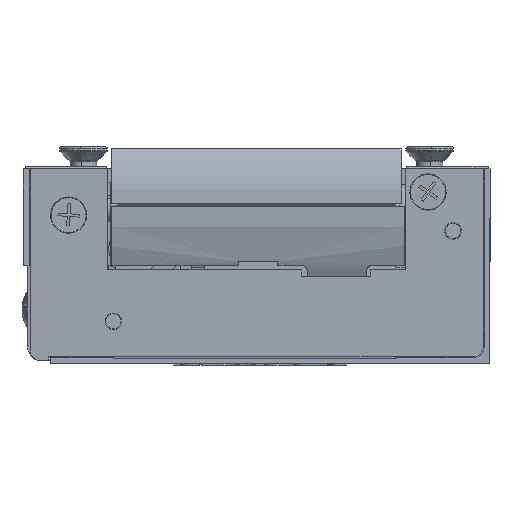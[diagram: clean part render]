
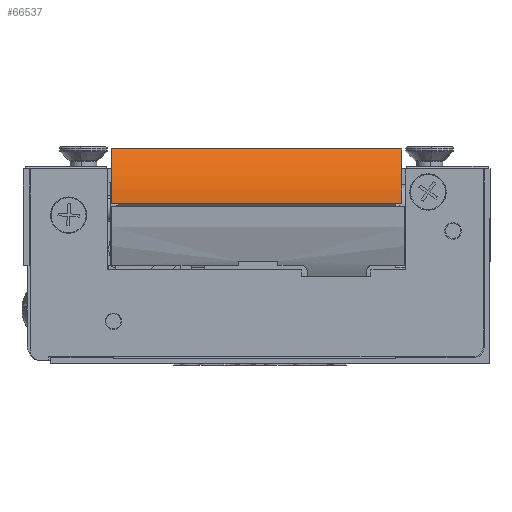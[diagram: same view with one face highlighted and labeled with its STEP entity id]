
A CAD part, left-side view. The second image highlights one B-rep face of the part: STEP entity #66537.
In plain terms, the highlighted cylindrical face has radius 13.7 mm (diameter 27.4 mm), a partial arc.
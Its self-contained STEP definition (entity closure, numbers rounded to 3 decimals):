
#195 = CARTESIAN_POINT ( 'NONE',  ( -21.5, 43.237, 9.49 ) ) ;
#199 = FACE_OUTER_BOUND ( 'NONE', #8836, .T. ) ;
#1497 = CARTESIAN_POINT ( 'NONE',  ( -21.5, -0.763, 9.49 ) ) ;
#2022 = AXIS2_PLACEMENT_3D ( 'NONE', #45960, #57844, #58196 ) ;
#5447 = DIRECTION ( 'NONE',  ( 0., 0., -1. ) ) ;
#8354 = ORIENTED_EDGE ( 'NONE', *, *, #60546, .T. ) ;
#8836 = EDGE_LOOP ( 'NONE', ( #57398, #23237, #8354, #58155 ) ) ;
#10216 = CARTESIAN_POINT ( 'NONE',  ( -18.638, -0.763, 17.779 ) ) ;
#15086 = CARTESIAN_POINT ( 'NONE',  ( -7.8, -1.113, 9.398 ) ) ;
#18262 = CIRCLE ( 'NONE', #24072, 13.7 ) ;
#21227 = DIRECTION ( 'NONE',  ( 0., -1., 0. ) ) ;
#23237 = ORIENTED_EDGE ( 'NONE', *, *, #38609, .T. ) ;
#24072 = AXIS2_PLACEMENT_3D ( 'NONE', #43157, #37747, #5447 ) ;
#24822 = VERTEX_POINT ( 'NONE', #195 ) ;
#24827 = EDGE_CURVE ( 'NONE', #55580, #31337, #25364, .T. ) ;
#25364 = LINE ( 'NONE', #26062, #45911 ) ;
#26062 = CARTESIAN_POINT ( 'NONE',  ( -18.638, -1.113, 17.779 ) ) ;
#31337 = VERTEX_POINT ( 'NONE', #69956 ) ;
#31901 = AXIS2_PLACEMENT_3D ( 'NONE', #15086, #21227, #43359 ) ;
#33291 = CIRCLE ( 'NONE', #2022, 13.7 ) ;
#33520 = DIRECTION ( 'NONE',  ( 0., -1., 0. ) ) ;
#37429 = VERTEX_POINT ( 'NONE', #1497 ) ;
#37747 = DIRECTION ( 'NONE',  ( 0., 1., 0. ) ) ;
#38609 = EDGE_CURVE ( 'NONE', #24822, #37429, #50146, .T. ) ;
#43157 = CARTESIAN_POINT ( 'NONE',  ( -7.8, -0.763, 9.398 ) ) ;
#43359 = DIRECTION ( 'NONE',  ( 0., 0., -1. ) ) ;
#45911 = VECTOR ( 'NONE', #52861, 1000. ) ;
#45960 = CARTESIAN_POINT ( 'NONE',  ( -7.8, 43.237, 9.398 ) ) ;
#50146 = LINE ( 'NONE', #61726, #51379 ) ;
#51379 = VECTOR ( 'NONE', #33520, 1000. ) ;
#52861 = DIRECTION ( 'NONE',  ( 0., 1., 0. ) ) ;
#55580 = VERTEX_POINT ( 'NONE', #10216 ) ;
#56242 = EDGE_CURVE ( 'NONE', #31337, #24822, #33291, .T. ) ;
#57398 = ORIENTED_EDGE ( 'NONE', *, *, #56242, .T. ) ;
#57844 = DIRECTION ( 'NONE',  ( 0., -1., 0. ) ) ;
#58155 = ORIENTED_EDGE ( 'NONE', *, *, #24827, .T. ) ;
#58196 = DIRECTION ( 'NONE',  ( 0., 0., -1. ) ) ;
#60546 = EDGE_CURVE ( 'NONE', #37429, #55580, #18262, .T. ) ;
#61726 = CARTESIAN_POINT ( 'NONE',  ( -21.5, -1.113, 9.49 ) ) ;
#66537 = ADVANCED_FACE ( 'NONE', ( #199 ), #70815, .T. ) ;
#69956 = CARTESIAN_POINT ( 'NONE',  ( -18.638, 43.237, 17.779 ) ) ;
#70815 = CYLINDRICAL_SURFACE ( 'NONE', #31901, 13.7 ) ;
